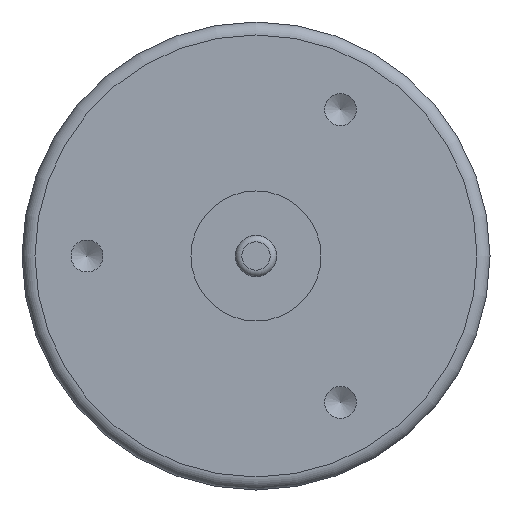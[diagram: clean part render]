
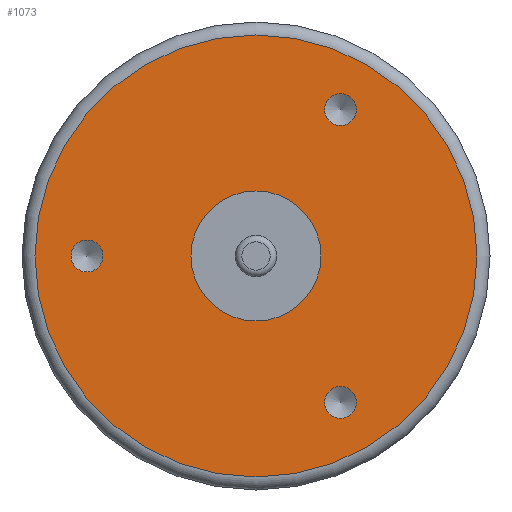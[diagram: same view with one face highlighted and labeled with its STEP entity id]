
A CAD part, front view. The second image highlights one B-rep face of the part: STEP entity #1073.
In plain terms, the highlighted planar face has unit normal (0, -1, 0).
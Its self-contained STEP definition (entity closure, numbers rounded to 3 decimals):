
#743=CARTESIAN_POINT('',(7.729,0.0,11.258));
#744=VERTEX_POINT('',#743);
#745=CARTESIAN_POINT('',(6.5,0.0,11.258));
#746=DIRECTION('',(0.0,1.0,0.0));
#747=DIRECTION('',(1.0,0.0,0.0));
#748=AXIS2_PLACEMENT_3D('',#745,#746,#747);
#749=CIRCLE('',#748,1.23);
#750=EDGE_CURVE('',#744,#744,#749,.T.);
#822=CARTESIAN_POINT('',(-11.77,0.0,0.0));
#823=VERTEX_POINT('',#822);
#824=CARTESIAN_POINT('',(-13.0,0.0,0.0));
#825=DIRECTION('',(0.0,1.0,0.0));
#826=DIRECTION('',(1.0,0.0,0.0));
#827=AXIS2_PLACEMENT_3D('',#824,#825,#826);
#828=CIRCLE('',#827,1.23);
#829=EDGE_CURVE('',#823,#823,#828,.T.);
#901=CARTESIAN_POINT('',(7.729,0.0,-11.258));
#902=VERTEX_POINT('',#901);
#903=CARTESIAN_POINT('',(6.5,0.0,-11.258));
#904=DIRECTION('',(0.0,1.0,0.0));
#905=DIRECTION('',(1.0,0.0,0.0));
#906=AXIS2_PLACEMENT_3D('',#903,#904,#905);
#907=CIRCLE('',#906,1.23);
#908=EDGE_CURVE('',#902,#902,#907,.T.);
#989=CARTESIAN_POINT('',(5.0,0.0,0.));
#990=VERTEX_POINT('',#989);
#991=CARTESIAN_POINT('',(0.0,0.0,0.0));
#992=DIRECTION('',(0.0,1.0,0.0));
#993=DIRECTION('',(-1.0,0.0,0.0));
#994=AXIS2_PLACEMENT_3D('',#991,#992,#993);
#995=CIRCLE('',#994,5.0);
#996=EDGE_CURVE('',#990,#990,#995,.T.);
#1029=CARTESIAN_POINT('',(-17.0,0.0,0.));
#1030=VERTEX_POINT('',#1029);
#1031=CARTESIAN_POINT('',(0.0,0.0,0.0));
#1032=DIRECTION('',(0.0,1.0,0.0));
#1033=DIRECTION('',(1.0,0.0,0.0));
#1034=AXIS2_PLACEMENT_3D('',#1031,#1032,#1033);
#1035=CIRCLE('',#1034,17.0);
#1036=EDGE_CURVE('',#1030,#1030,#1035,.T.);
#1053=CARTESIAN_POINT('',(0.0,0.0,0.0));
#1054=DIRECTION('',(0.0,-1.0,0.0));
#1055=DIRECTION('',(0.0,0.0,-1.0));
#1056=AXIS2_PLACEMENT_3D('',#1053,#1054,#1055);
#1057=PLANE('',#1056);
#1058=ORIENTED_EDGE('',*,*,#1036,.F.);
#1059=EDGE_LOOP('',(#1058));
#1060=FACE_OUTER_BOUND('',#1059,.T.);
#1061=ORIENTED_EDGE('',*,*,#750,.T.);
#1062=EDGE_LOOP('',(#1061));
#1063=FACE_BOUND('',#1062,.T.);
#1064=ORIENTED_EDGE('',*,*,#829,.T.);
#1065=EDGE_LOOP('',(#1064));
#1066=FACE_BOUND('',#1065,.T.);
#1067=ORIENTED_EDGE('',*,*,#908,.T.);
#1068=EDGE_LOOP('',(#1067));
#1069=FACE_BOUND('',#1068,.T.);
#1070=ORIENTED_EDGE('',*,*,#996,.T.);
#1071=EDGE_LOOP('',(#1070));
#1072=FACE_BOUND('',#1071,.T.);
#1073=ADVANCED_FACE('',(#1060,#1063,#1066,#1069,#1072),#1057,.T.);
